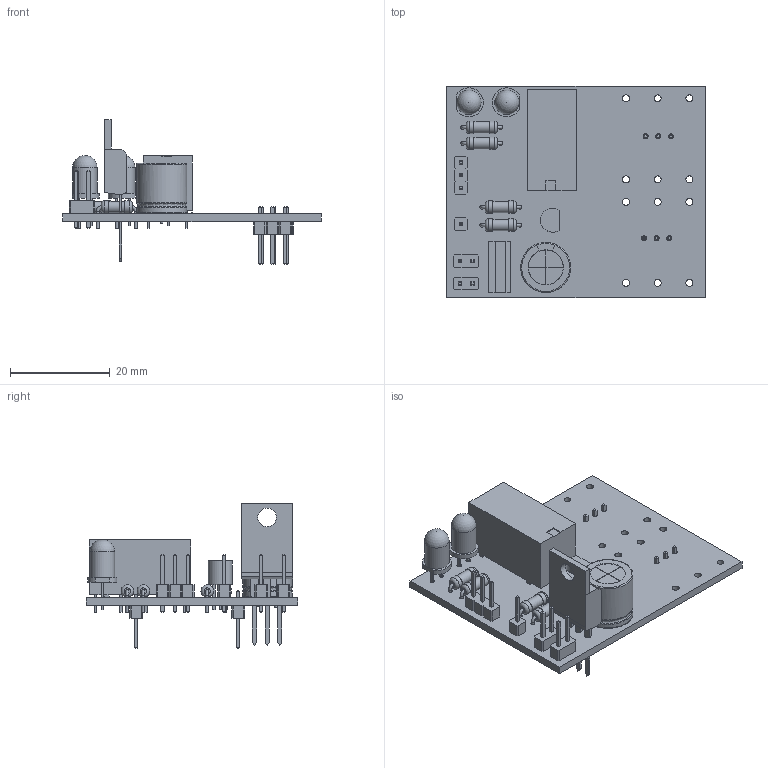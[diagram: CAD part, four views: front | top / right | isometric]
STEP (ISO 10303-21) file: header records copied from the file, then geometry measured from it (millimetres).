
FILE_DESCRIPTION(('KiCad electronic assembly'),'2;1');
FILE_NAME('IO.step','2024-06-09T16:08:15',('Pcbnew'),('Kicad'), 'Open CASCADE STEP processor 7.7','KiCad to STEP converter','Unknown' );
FILE_SCHEMA(('AUTOMOTIVE_DESIGN { 1 0 10303 214 1 1 1 1 }'));
Length unit declared in the file: millimetre
Products named in the file (20): IO 1; R_Axial_DIN0207_L6.3mm_D2.5mm_P7.62mm_Horizontal; SOLID; TO-92_Inline; LED_D5.0mm; PinHeader_2x01_P2.54mm_Vertical; Relay_DPDT_Omron_G5V-2; CP_Radial_D10.0mm_P3.50mm; TO-220-3_Vertical; PinHeader_1x01_P2.54mm_Vertical; PinHeader_1x03_P2.54mm_Vertical; IO PCB
Assembly tree (26 placements, depth 3):
  IO 1
    R_Axial_DIN0207_L6.3mm_D2.5mm_P7.62mm_Horizontal  x4
      SOLID
    TO-92_Inline
      SOLID
    LED_D5.0mm  x2
      SOLID
    PinHeader_2x01_P2.54mm_Vertical  x2
      SOLID
    Relay_DPDT_Omron_G5V-2
      SOLID
    CP_Radial_D10.0mm_P3.50mm
      SOLID
    TO-220-3_Vertical
      SOLID
    PinHeader_1x01_P2.54mm_Vertical
      SOLID
    PinHeader_1x03_P2.54mm_Vertical  x3
      SOLID
    IO PCB
Bounding box: 51.73 x 42.3 x 29.02 mm (x, y, z)
Volume: 7676.9 mm3; surface area: 8661 mm2
Topology: 17 solids, 18 shells, 681 faces, 1615 edges, 1032 vertices
Faces by surface type: plane 558, cylinder 94, torus 18, bspline 5, revolution 4, sphere 2
Full cylindrical faces by diameter (mm): 0.5 x2, 0.6 x8, 0.7 x8, 0.75 x3, 0.8 x8, 0.9 x4, 1 x16, 1.1 x3, 1.4 x12, 2.25 x4, 2.5 x8, 3.735 x1, 4.9 x2
Entity records: 31940 total; most frequent: CARTESIAN_POINT 7610, DIRECTION 4009, LINE 2733, VECTOR 2733, ORIENTED_EDGE 2092, PCURVE 2092, DEFINITIONAL_REPRESENTATION 2092, EDGE_CURVE 1046
